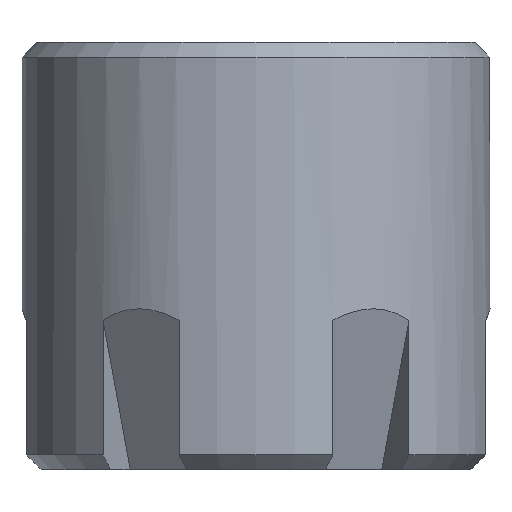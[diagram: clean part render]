
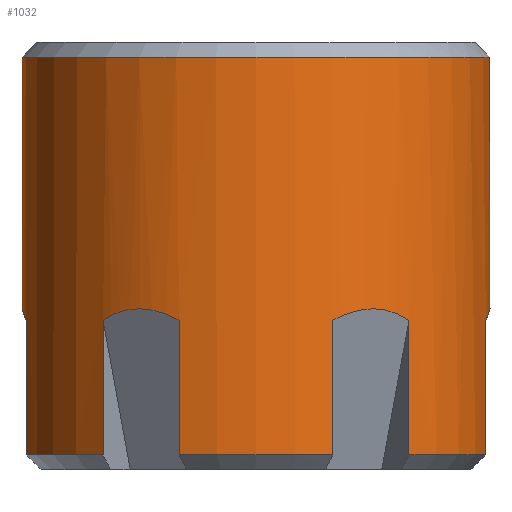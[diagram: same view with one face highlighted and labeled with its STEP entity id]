
A CAD part, left-side view. The second image highlights one B-rep face of the part: STEP entity #1032.
In plain terms, the highlighted cylindrical face has radius 8 mm (diameter 16 mm), a full revolution.
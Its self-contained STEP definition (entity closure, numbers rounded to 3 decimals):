
#20=ELLIPSE('',#1115,23.39,8.);
#21=ELLIPSE('',#1117,23.39,8.);
#22=ELLIPSE('',#1118,23.39,8.);
#23=ELLIPSE('',#1119,23.39,8.);
#24=ELLIPSE('',#1121,23.39,8.);
#25=ELLIPSE('',#1123,23.39,8.);
#27=LINE('',#1443,#69);
#30=LINE('',#1452,#72);
#33=LINE('',#1467,#75);
#36=LINE('',#1484,#78);
#39=LINE('',#1497,#81);
#41=LINE('',#1511,#83);
#42=LINE('',#1515,#84);
#43=LINE('',#1520,#85);
#44=LINE('',#1523,#86);
#45=LINE('',#1527,#87);
#46=LINE('',#1531,#88);
#47=LINE('',#1536,#89);
#69=VECTOR('',#1217,1000.);
#72=VECTOR('',#1224,1000.);
#75=VECTOR('',#1239,1000.);
#78=VECTOR('',#1256,1000.);
#81=VECTOR('',#1269,1000.);
#83=VECTOR('',#1283,1000.);
#84=VECTOR('',#1286,1000.);
#85=VECTOR('',#1291,1000.);
#86=VECTOR('',#1294,1000.);
#87=VECTOR('',#1299,1000.);
#88=VECTOR('',#1302,1000.);
#89=VECTOR('',#1307,1000.);
#206=ORIENTED_EDGE('',*,*,#378,.T.);
#207=ORIENTED_EDGE('',*,*,#379,.T.);
#208=ORIENTED_EDGE('',*,*,#380,.T.);
#209=ORIENTED_EDGE('',*,*,#381,.F.);
#210=ORIENTED_EDGE('',*,*,#382,.F.);
#211=ORIENTED_EDGE('',*,*,#383,.T.);
#212=ORIENTED_EDGE('',*,*,#350,.T.);
#213=ORIENTED_EDGE('',*,*,#384,.F.);
#214=ORIENTED_EDGE('',*,*,#385,.F.);
#215=ORIENTED_EDGE('',*,*,#358,.T.);
#216=ORIENTED_EDGE('',*,*,#354,.T.);
#217=ORIENTED_EDGE('',*,*,#386,.F.);
#218=ORIENTED_EDGE('',*,*,#387,.F.);
#219=ORIENTED_EDGE('',*,*,#365,.T.);
#220=ORIENTED_EDGE('',*,*,#361,.T.);
#221=ORIENTED_EDGE('',*,*,#388,.F.);
#222=ORIENTED_EDGE('',*,*,#369,.F.);
#223=ORIENTED_EDGE('',*,*,#389,.T.);
#224=ORIENTED_EDGE('',*,*,#390,.T.);
#225=ORIENTED_EDGE('',*,*,#391,.F.);
#226=ORIENTED_EDGE('',*,*,#392,.F.);
#227=ORIENTED_EDGE('',*,*,#393,.T.);
#228=ORIENTED_EDGE('',*,*,#374,.T.);
#229=ORIENTED_EDGE('',*,*,#394,.F.);
#230=ORIENTED_EDGE('',*,*,#395,.F.);
#350=EDGE_CURVE('',#444,#442,#27,.T.);
#354=EDGE_CURVE('',#448,#446,#30,.T.);
#358=EDGE_CURVE('',#451,#448,#514,.T.);
#361=EDGE_CURVE('',#454,#452,#33,.T.);
#365=EDGE_CURVE('',#457,#454,#518,.T.);
#369=EDGE_CURVE('',#460,#461,#36,.T.);
#374=EDGE_CURVE('',#466,#464,#39,.T.);
#378=EDGE_CURVE('',#469,#469,#525,.T.);
#379=EDGE_CURVE('',#470,#471,#526,.T.);
#380=EDGE_CURVE('',#471,#472,#41,.T.);
#381=EDGE_CURVE('',#473,#472,#20,.T.);
#382=EDGE_CURVE('',#474,#473,#42,.T.);
#383=EDGE_CURVE('',#474,#444,#527,.T.);
#384=EDGE_CURVE('',#475,#442,#21,.T.);
#385=EDGE_CURVE('',#451,#475,#43,.T.);
#386=EDGE_CURVE('',#476,#446,#22,.T.);
#387=EDGE_CURVE('',#457,#476,#44,.T.);
#388=EDGE_CURVE('',#461,#452,#23,.T.);
#389=EDGE_CURVE('',#460,#477,#528,.T.);
#390=EDGE_CURVE('',#477,#478,#45,.T.);
#391=EDGE_CURVE('',#479,#478,#24,.T.);
#392=EDGE_CURVE('',#480,#479,#46,.T.);
#393=EDGE_CURVE('',#480,#466,#529,.T.);
#394=EDGE_CURVE('',#481,#464,#25,.T.);
#395=EDGE_CURVE('',#470,#481,#47,.T.);
#442=VERTEX_POINT('',#1441);
#444=VERTEX_POINT('',#1444);
#446=VERTEX_POINT('',#1450);
#448=VERTEX_POINT('',#1453);
#451=VERTEX_POINT('',#1461);
#452=VERTEX_POINT('',#1465);
#454=VERTEX_POINT('',#1468);
#457=VERTEX_POINT('',#1476);
#460=VERTEX_POINT('',#1483);
#461=VERTEX_POINT('',#1485);
#464=VERTEX_POINT('',#1495);
#466=VERTEX_POINT('',#1498);
#469=VERTEX_POINT('',#1506);
#470=VERTEX_POINT('',#1509);
#471=VERTEX_POINT('',#1510);
#472=VERTEX_POINT('',#1512);
#473=VERTEX_POINT('',#1514);
#474=VERTEX_POINT('',#1516);
#475=VERTEX_POINT('',#1519);
#476=VERTEX_POINT('',#1522);
#477=VERTEX_POINT('',#1526);
#478=VERTEX_POINT('',#1528);
#479=VERTEX_POINT('',#1530);
#480=VERTEX_POINT('',#1532);
#481=VERTEX_POINT('',#1535);
#514=CIRCLE('',#1094,8.);
#518=CIRCLE('',#1100,8.);
#525=CIRCLE('',#1112,8.);
#526=CIRCLE('',#1114,8.);
#527=CIRCLE('',#1116,8.);
#528=CIRCLE('',#1120,8.);
#529=CIRCLE('',#1122,8.);
#578=EDGE_LOOP('',(#206));
#579=EDGE_LOOP('',(#207,#208,#209,#210,#211,#212,#213,#214,#215,#216,#217,
#218,#219,#220,#221,#222,#223,#224,#225,#226,#227,#228,#229,#230));
#646=FACE_BOUND('',#578,.T.);
#647=FACE_BOUND('',#579,.T.);
#683=CYLINDRICAL_SURFACE('',#1113,8.);
#1032=ADVANCED_FACE('',(#646,#647),#683,.T.);
#1094=AXIS2_PLACEMENT_3D('',#1460,#1232,#1233);
#1100=AXIS2_PLACEMENT_3D('',#1475,#1247,#1248);
#1112=AXIS2_PLACEMENT_3D('',#1505,#1277,#1278);
#1113=AXIS2_PLACEMENT_3D('',#1507,#1279,#1280);
#1114=AXIS2_PLACEMENT_3D('',#1508,#1281,#1282);
#1115=AXIS2_PLACEMENT_3D('',#1513,#1284,#1285);
#1116=AXIS2_PLACEMENT_3D('',#1517,#1287,#1288);
#1117=AXIS2_PLACEMENT_3D('',#1518,#1289,#1290);
#1118=AXIS2_PLACEMENT_3D('',#1521,#1292,#1293);
#1119=AXIS2_PLACEMENT_3D('',#1524,#1295,#1296);
#1120=AXIS2_PLACEMENT_3D('',#1525,#1297,#1298);
#1121=AXIS2_PLACEMENT_3D('',#1529,#1300,#1301);
#1122=AXIS2_PLACEMENT_3D('',#1533,#1303,#1304);
#1123=AXIS2_PLACEMENT_3D('',#1534,#1305,#1306);
#1217=DIRECTION('',(0.,0.,1.));
#1224=DIRECTION('',(0.,0.,1.));
#1232=DIRECTION('',(0.,0.,1.));
#1233=DIRECTION('',(1.,0.,0.));
#1239=DIRECTION('',(0.,0.,1.));
#1247=DIRECTION('',(0.,0.,1.));
#1248=DIRECTION('',(1.,0.,0.));
#1256=DIRECTION('',(0.,0.,1.));
#1269=DIRECTION('',(0.,0.,1.));
#1277=DIRECTION('',(0.,0.,-1.));
#1278=DIRECTION('',(-1.,0.,0.));
#1279=DIRECTION('',(0.,0.,-1.));
#1280=DIRECTION('',(1.,0.,0.));
#1281=DIRECTION('',(0.,0.,1.));
#1282=DIRECTION('',(1.,0.,0.));
#1283=DIRECTION('',(0.,0.,1.));
#1284=DIRECTION('',(-0.814,0.47,-0.342));
#1285=DIRECTION('',(-0.296,0.171,0.94));
#1286=DIRECTION('',(0.,0.,1.));
#1287=DIRECTION('',(0.,0.,1.));
#1288=DIRECTION('',(1.,0.,0.));
#1289=DIRECTION('',(-0.814,-0.47,-0.342));
#1290=DIRECTION('',(-0.296,-0.171,0.94));
#1291=DIRECTION('',(0.,0.,1.));
#1292=DIRECTION('',(0.,-0.94,-0.342));
#1293=DIRECTION('',(0.,-0.342,0.94));
#1294=DIRECTION('',(0.,0.,1.));
#1295=DIRECTION('',(0.814,-0.47,-0.342));
#1296=DIRECTION('',(0.296,-0.171,0.94));
#1297=DIRECTION('',(0.,0.,1.));
#1298=DIRECTION('',(1.,0.,0.));
#1299=DIRECTION('',(0.,0.,1.));
#1300=DIRECTION('',(0.814,0.47,-0.342));
#1301=DIRECTION('',(0.296,0.171,0.94));
#1302=DIRECTION('',(0.,0.,1.));
#1303=DIRECTION('',(0.,0.,1.));
#1304=DIRECTION('',(1.,0.,0.));
#1305=DIRECTION('',(0.,0.94,-0.342));
#1306=DIRECTION('',(0.,0.342,0.94));
#1307=DIRECTION('',(0.,0.,1.));
#1441=CARTESIAN_POINT('',(-7.555,-2.63,5.105));
#1443=CARTESIAN_POINT('',(-7.555,-2.63,14.6));
#1444=CARTESIAN_POINT('',(-7.555,-2.63,0.5));
#1450=CARTESIAN_POINT('',(-1.5,-7.858,5.105));
#1452=CARTESIAN_POINT('',(-1.5,-7.858,14.6));
#1453=CARTESIAN_POINT('',(-1.5,-7.858,0.5));
#1460=CARTESIAN_POINT('',(0.,0.,0.5));
#1461=CARTESIAN_POINT('',(-6.055,-5.228,0.5));
#1465=CARTESIAN_POINT('',(6.055,-5.228,5.105));
#1467=CARTESIAN_POINT('',(6.055,-5.228,14.6));
#1468=CARTESIAN_POINT('',(6.055,-5.228,0.5));
#1475=CARTESIAN_POINT('',(0.,0.,0.5));
#1476=CARTESIAN_POINT('',(1.5,-7.858,0.5));
#1483=CARTESIAN_POINT('',(7.555,-2.63,0.5));
#1484=CARTESIAN_POINT('',(7.555,-2.63,14.6));
#1485=CARTESIAN_POINT('',(7.555,-2.63,5.105));
#1495=CARTESIAN_POINT('',(1.5,7.858,5.105));
#1497=CARTESIAN_POINT('',(1.5,7.858,14.6));
#1498=CARTESIAN_POINT('',(1.5,7.858,0.5));
#1505=CARTESIAN_POINT('',(0.,0.,14.1));
#1506=CARTESIAN_POINT('',(-8.,0.,14.1));
#1507=CARTESIAN_POINT('',(0.,0.,14.6));
#1508=CARTESIAN_POINT('',(0.,0.,0.5));
#1509=CARTESIAN_POINT('',(-1.5,7.858,0.5));
#1510=CARTESIAN_POINT('',(-6.055,5.228,0.5));
#1511=CARTESIAN_POINT('',(-6.055,5.228,14.6));
#1512=CARTESIAN_POINT('',(-6.055,5.228,5.105));
#1513=CARTESIAN_POINT('',(0.,0.,-16.485));
#1514=CARTESIAN_POINT('',(-7.555,2.63,5.105));
#1515=CARTESIAN_POINT('',(-7.555,2.63,14.6));
#1516=CARTESIAN_POINT('',(-7.555,2.63,0.5));
#1517=CARTESIAN_POINT('',(0.,0.,0.5));
#1518=CARTESIAN_POINT('',(0.,0.,-16.485));
#1519=CARTESIAN_POINT('',(-6.055,-5.228,5.105));
#1520=CARTESIAN_POINT('',(-6.055,-5.228,14.6));
#1521=CARTESIAN_POINT('',(0.,0.,-16.485));
#1522=CARTESIAN_POINT('',(1.5,-7.858,5.105));
#1523=CARTESIAN_POINT('',(1.5,-7.858,14.6));
#1524=CARTESIAN_POINT('',(0.,0.,-16.485));
#1525=CARTESIAN_POINT('',(0.,0.,0.5));
#1526=CARTESIAN_POINT('',(7.555,2.63,0.5));
#1527=CARTESIAN_POINT('',(7.555,2.63,14.6));
#1528=CARTESIAN_POINT('',(7.555,2.63,5.105));
#1529=CARTESIAN_POINT('',(0.,0.,-16.485));
#1530=CARTESIAN_POINT('',(6.055,5.228,5.105));
#1531=CARTESIAN_POINT('',(6.055,5.228,14.6));
#1532=CARTESIAN_POINT('',(6.055,5.228,0.5));
#1533=CARTESIAN_POINT('',(0.,0.,0.5));
#1534=CARTESIAN_POINT('',(0.,0.,-16.485));
#1535=CARTESIAN_POINT('',(-1.5,7.858,5.105));
#1536=CARTESIAN_POINT('',(-1.5,7.858,14.6));
